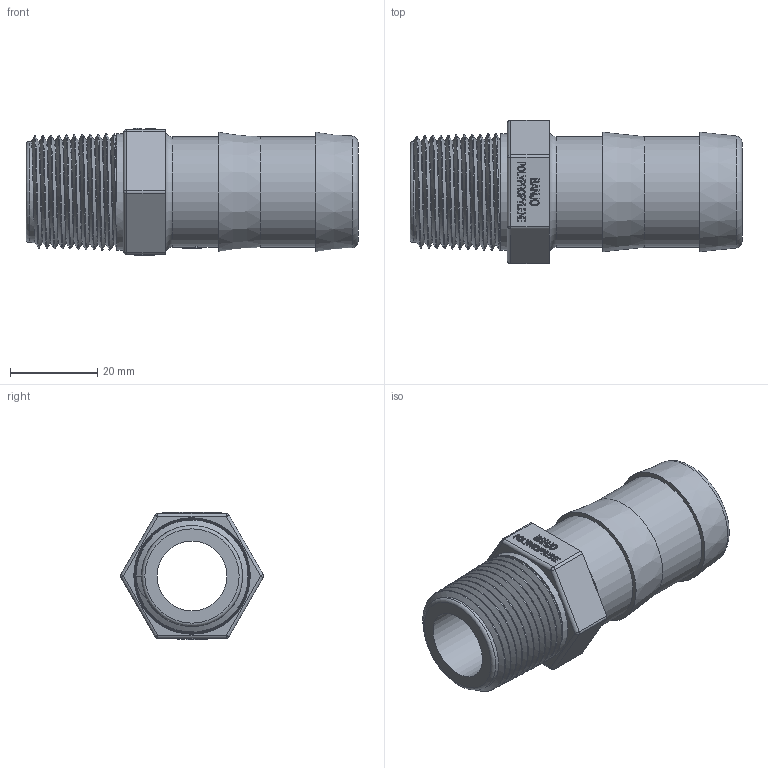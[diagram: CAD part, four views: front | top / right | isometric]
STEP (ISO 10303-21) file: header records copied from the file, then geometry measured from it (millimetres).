
FILE_DESCRIPTION(/* description */ ('3/4" NPT THREAD X 1" HOSE BARB'),/* implementation_level */ '2;1');
FILE_NAME(/* name */ 'HB075-100.stp',/* time_stamp */ '2013-12-17T10:38:13-05:00',/* author */ ('DCerny'),/* organization */ (''),/* preprocessor_version */ 'ST-DEVELOPER v15.2',/* originating_system */ 'Autodesk Inventor 2014',/* authorisation */ '');
FILE_SCHEMA (('AUTOMOTIVE_DESIGN { 1 0 10303 214 3 1 1 }'));
Length unit declared in the file: inch
Products named in the file (1): HB075-100
Bounding box: 76.2 x 32.91 x 29.21 mm (x, y, z)
Volume: 25757.9 mm3; surface area: 12333.7 mm2
Topology: 1 solids, 1 shells, 386 faces, 1003 edges, 660 vertices
Faces by surface type: plane 233, bspline 106, cylinder 22, cone 16, sphere 6, torus 3
Full cylindrical faces by diameter (mm): 16.002 x1, 25.4 x2, 26.67 x2
Entity records: 13962 total; most frequent: CARTESIAN_POINT 5549, ORIENTED_EDGE 1908, DIRECTION 1335, EDGE_CURVE 954, LINE 671, VECTOR 671, VERTEX_POINT 634, EDGE_LOOP 426
